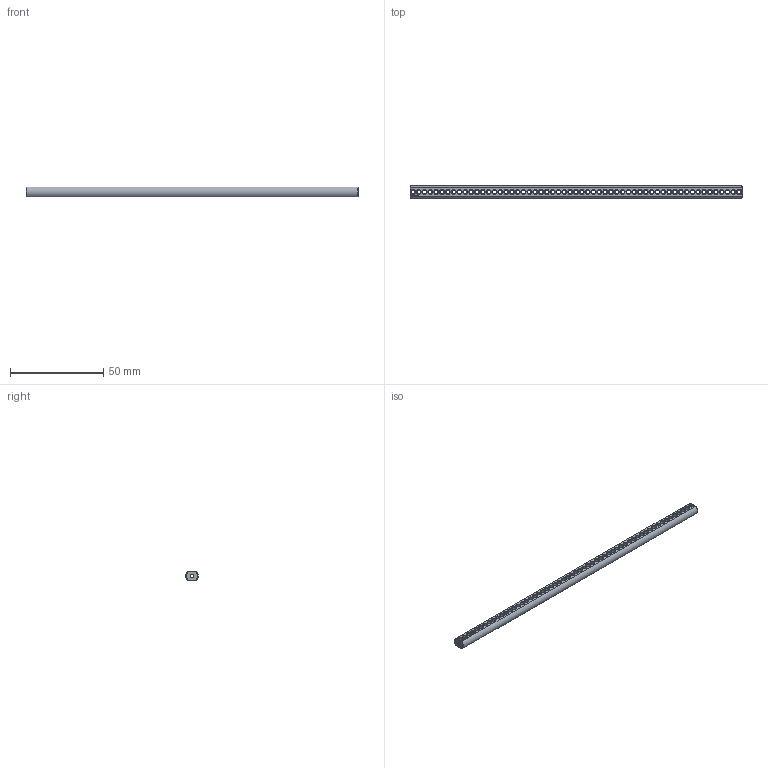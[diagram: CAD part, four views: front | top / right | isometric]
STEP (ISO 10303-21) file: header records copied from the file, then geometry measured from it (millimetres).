
FILE_DESCRIPTION(('FreeCAD Model'),'2;1');
FILE_NAME('Open CASCADE Shape Model','2024-06-18T14:26:03',(''),(''), 'Open CASCADE STEP processor 7.6','FreeCAD','Unknown');
FILE_SCHEMA(('AUTOMOTIVE_DESIGN { 1 0 10303 214 1 1 1 1 }'));
Length unit declared in the file: millimetre
Products named in the file (1): Shaft IDX BU14.25 - SPN-SFT-0177 (stemfie.org)
Bounding box: 178.12 x 6.6 x 5 mm (x, y, z)
Volume: 4065.1 mm3; surface area: 5129.5 mm2
Topology: 1 solids, 1 shells, 715 faces, 2170 edges, 1368 vertices
Faces by surface type: plane 319, cylinder 174, cone 118, extrusion 104
Full cylindrical faces by diameter (mm): 2 x172
Entity records: 24876 total; most frequent: CARTESIAN_POINT 4878, ORIENTED_EDGE 4340, DIRECTION 4000, EDGE_CURVE 2170, VERTEX_POINT 1368, VECTOR 1356, AXIS2_PLACEMENT_3D 1322, LINE 1252
